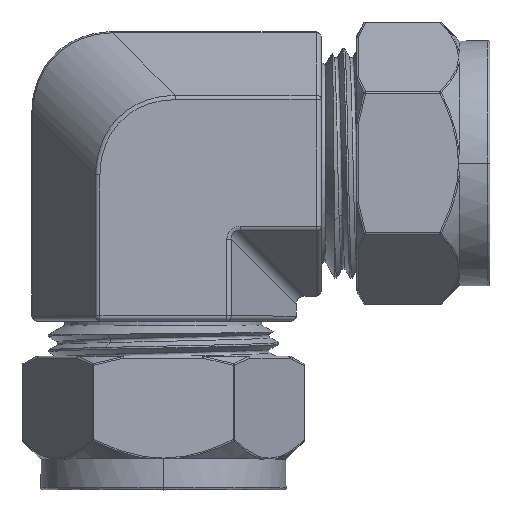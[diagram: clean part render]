
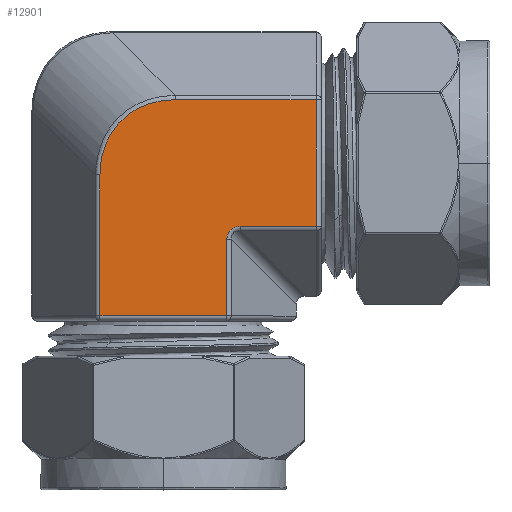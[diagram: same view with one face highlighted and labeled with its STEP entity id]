
A CAD part, top view. The second image highlights one B-rep face of the part: STEP entity #12901.
In plain terms, the highlighted planar face has unit normal (0, 0, 1).
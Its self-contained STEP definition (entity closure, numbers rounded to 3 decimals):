
#4750=DIRECTION('',(1.,0.,0.));
#4751=VECTOR('',#4750,9.926);
#4752=CARTESIAN_POINT('',(10.007,-8.275,15.));
#4753=LINE('',#4752,#4751);
#4757=CARTESIAN_POINT('',(8.275,-10.007,15.));
#4758=CARTESIAN_POINT('',(8.275,-9.955,15.));
#4759=CARTESIAN_POINT('',(8.279,-9.853,15.));
#4760=CARTESIAN_POINT('',(8.295,-9.712,15.));
#4761=CARTESIAN_POINT('',(8.32,-9.575,15.));
#4762=CARTESIAN_POINT('',(8.353,-9.445,15.));
#4763=CARTESIAN_POINT('',(8.395,-9.322,15.));
#4764=CARTESIAN_POINT('',(8.444,-9.207,15.));
#4765=CARTESIAN_POINT('',(8.5,-9.098,15.));
#4766=CARTESIAN_POINT('',(8.562,-8.997,15.));
#4767=CARTESIAN_POINT('',(8.63,-8.902,15.));
#4768=CARTESIAN_POINT('',(8.705,-8.814,15.));
#4769=CARTESIAN_POINT('',(8.785,-8.731,15.));
#4770=CARTESIAN_POINT('',(8.873,-8.654,15.));
#4771=CARTESIAN_POINT('',(8.967,-8.583,15.));
#4772=CARTESIAN_POINT('',(9.069,-8.517,15.));
#4773=CARTESIAN_POINT('',(9.179,-8.458,15.));
#4774=CARTESIAN_POINT('',(9.297,-8.405,15.));
#4775=CARTESIAN_POINT('',(9.423,-8.36,15.));
#4776=CARTESIAN_POINT('',(9.557,-8.323,15.));
#4777=CARTESIAN_POINT('',(9.7,-8.296,15.));
#4778=CARTESIAN_POINT('',(9.849,-8.279,15.));
#4779=CARTESIAN_POINT('',(9.954,-8.275,15.));
#4780=CARTESIAN_POINT('',(10.007,-8.275,15.));
#4785=DIRECTION('',(0.,1.,0.));
#4786=VECTOR('',#4785,9.926);
#4787=CARTESIAN_POINT('',(8.275,-19.933,15.));
#4788=LINE('',#4787,#4786);
#4792=DIRECTION('',(-1.,0.,0.));
#4793=VECTOR('',#4792,16.551);
#4794=CARTESIAN_POINT('',(8.275,-19.933,15.));
#4795=LINE('',#4794,#4793);
#4799=DIRECTION('',(0.,-1.,0.));
#4800=VECTOR('',#4799,18.394);
#4801=CARTESIAN_POINT('',(-8.275,-1.54,15.));
#4802=LINE('',#4801,#4800);
#4806=CARTESIAN_POINT('',(1.54,8.275,15.));
#4807=CARTESIAN_POINT('',(1.344,8.275,15.));
#4808=CARTESIAN_POINT('',(0.959,8.266,15.));
#4809=CARTESIAN_POINT('',(0.407,8.226,15.));
#4810=CARTESIAN_POINT('',(-0.133,8.161,15.));
#4811=CARTESIAN_POINT('',(-0.656,8.072,15.));
#4812=CARTESIAN_POINT('',(-1.163,7.96,15.));
#4813=CARTESIAN_POINT('',(-1.654,7.826,15.));
#4814=CARTESIAN_POINT('',(-2.129,7.671,15.));
#4815=CARTESIAN_POINT('',(-2.587,7.495,15.));
#4816=CARTESIAN_POINT('',(-3.029,7.299,15.));
#4817=CARTESIAN_POINT('',(-3.455,7.083,15.));
#4818=CARTESIAN_POINT('',(-3.864,6.849,15.));
#4819=CARTESIAN_POINT('',(-4.256,6.597,15.));
#4820=CARTESIAN_POINT('',(-4.632,6.327,15.));
#4821=CARTESIAN_POINT('',(-4.992,6.039,15.));
#4822=CARTESIAN_POINT('',(-5.335,5.733,15.));
#4823=CARTESIAN_POINT('',(-5.662,5.411,15.));
#4824=CARTESIAN_POINT('',(-5.972,5.07,15.));
#4825=CARTESIAN_POINT('',(-6.265,4.713,15.));
#4826=CARTESIAN_POINT('',(-6.541,4.338,15.));
#4827=CARTESIAN_POINT('',(-6.799,3.945,15.));
#4828=CARTESIAN_POINT('',(-7.04,3.535,15.));
#4829=CARTESIAN_POINT('',(-7.262,3.107,15.));
#4830=CARTESIAN_POINT('',(-7.464,2.661,15.));
#4831=CARTESIAN_POINT('',(-7.646,2.197,15.));
#4832=CARTESIAN_POINT('',(-7.808,1.716,15.));
#4833=CARTESIAN_POINT('',(-7.947,1.216,15.));
#4834=CARTESIAN_POINT('',(-8.064,0.7,15.));
#4835=CARTESIAN_POINT('',(-8.156,0.166,15.));
#4836=CARTESIAN_POINT('',(-8.224,-0.385,15.));
#4837=CARTESIAN_POINT('',(-8.266,-0.953,15.));
#4838=CARTESIAN_POINT('',(-8.275,-1.342,15.));
#4839=CARTESIAN_POINT('',(-8.275,-1.54,15.));
#4844=DIRECTION('',(-1.,0.,0.));
#4845=VECTOR('',#4844,18.394);
#4846=CARTESIAN_POINT('',(19.933,8.275,15.));
#4847=LINE('',#4846,#4845);
#4851=DIRECTION('',(0.,-1.,0.));
#4852=VECTOR('',#4851,16.551);
#4853=CARTESIAN_POINT('',(19.933,8.275,15.));
#4854=LINE('',#4853,#4852);
#9529=CARTESIAN_POINT('',(10.007,-8.275,15.));
#9530=CARTESIAN_POINT('',(19.933,-8.275,15.));
#9531=VERTEX_POINT('',#9529);
#9532=VERTEX_POINT('',#9530);
#9533=VERTEX_POINT('',#4757);
#9535=CARTESIAN_POINT('',(8.275,-19.933,15.));
#9536=VERTEX_POINT('',#9535);
#9557=CARTESIAN_POINT('',(-8.275,-19.933,15.));
#9558=VERTEX_POINT('',#9557);
#9565=CARTESIAN_POINT('',(19.933,8.275,15.));
#9566=VERTEX_POINT('',#9565);
#9593=CARTESIAN_POINT('',(-8.275,-1.54,15.));
#9594=VERTEX_POINT('',#9593);
#9595=VERTEX_POINT('',#4806);
#12880=CARTESIAN_POINT('',(0.,8.66,15.));
#12881=DIRECTION('',(0.,0.,1.));
#12882=DIRECTION('',(0.,-1.,0.));
#12883=AXIS2_PLACEMENT_3D('',#12880,#12881,#12882);
#12884=PLANE('',#12883);
#12886=ORIENTED_EDGE('',*,*,#12885,.F.);
#12887=ORIENTED_EDGE('',*,*,#12870,.F.);
#12889=ORIENTED_EDGE('',*,*,#12888,.F.);
#12890=ORIENTED_EDGE('',*,*,#12396,.T.);
#12892=ORIENTED_EDGE('',*,*,#12891,.F.);
#12894=ORIENTED_EDGE('',*,*,#12893,.F.);
#12896=ORIENTED_EDGE('',*,*,#12895,.F.);
#12898=ORIENTED_EDGE('',*,*,#12897,.T.);
#12899=EDGE_LOOP('',(#12886,#12887,#12889,#12890,#12892,#12894,#12896,#12898));
#12900=FACE_OUTER_BOUND('',#12899,.F.);
#4781=B_SPLINE_CURVE_WITH_KNOTS('',3,(#4757,#4758,#4759,#4760,#4761,#4762,#4763,
#4764,#4765,#4766,#4767,#4768,#4769,#4770,#4771,#4772,#4773,#4774,#4775,#4776,
#4777,#4778,#4779,#4780),.UNSPECIFIED.,.F.,.F.,(4,1,1,1,1,1,1,1,1,1,1,1,1,1,1,1,
1,1,1,1,1,4),(0.,0.048,0.095,0.143,
0.19,0.238,0.286,0.333,
0.381,0.429,0.476,0.524,
0.571,0.619,0.667,0.714,
0.762,0.81,0.857,0.905,
0.952,1.),.UNSPECIFIED.);
#4840=B_SPLINE_CURVE_WITH_KNOTS('',3,(#4806,#4807,#4808,#4809,#4810,#4811,#4812,
#4813,#4814,#4815,#4816,#4817,#4818,#4819,#4820,#4821,#4822,#4823,#4824,#4825,
#4826,#4827,#4828,#4829,#4830,#4831,#4832,#4833,#4834,#4835,#4836,#4837,#4838,
#4839),.UNSPECIFIED.,.F.,.F.,(4,1,1,1,1,1,1,1,1,1,1,1,1,1,1,1,1,1,1,1,1,1,1,1,1,
1,1,1,1,1,1,4),(0.,0.032,0.065,0.097,
0.129,0.161,0.194,0.226,
0.258,0.29,0.323,0.355,
0.387,0.419,0.452,0.484,
0.516,0.548,0.581,0.613,
0.645,0.677,0.71,0.742,
0.774,0.806,0.839,0.871,
0.903,0.935,0.968,1.),.UNSPECIFIED.);
#12396=EDGE_CURVE('',#9536,#9558,#4795,.T.);
#12870=EDGE_CURVE('',#9533,#9531,#4781,.T.);
#12885=EDGE_CURVE('',#9531,#9532,#4753,.T.);
#12888=EDGE_CURVE('',#9536,#9533,#4788,.T.);
#12891=EDGE_CURVE('',#9594,#9558,#4802,.T.);
#12893=EDGE_CURVE('',#9595,#9594,#4840,.T.);
#12895=EDGE_CURVE('',#9566,#9595,#4847,.T.);
#12897=EDGE_CURVE('',#9566,#9532,#4854,.T.);
#12901=ADVANCED_FACE('',(#12900),#12884,.T.);
